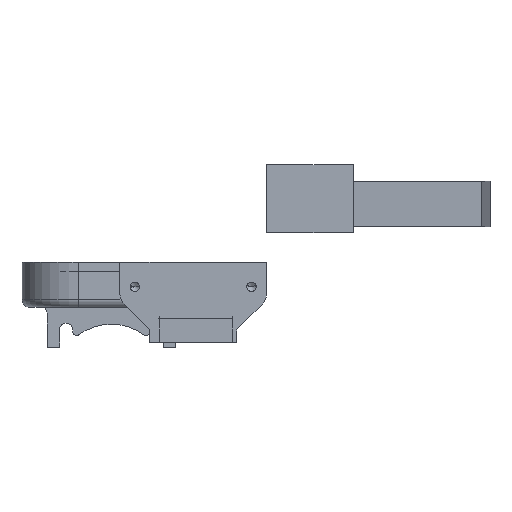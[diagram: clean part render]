
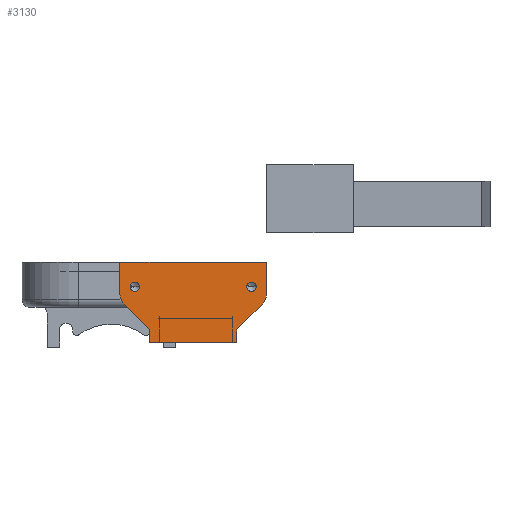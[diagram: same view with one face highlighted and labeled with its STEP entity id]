
A CAD part, left-side view. The second image highlights one B-rep face of the part: STEP entity #3130.
In plain terms, the highlighted planar face has unit normal (-1, 0, 0).
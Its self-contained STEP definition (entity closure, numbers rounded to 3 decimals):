
#36 = AXIS2_PLACEMENT_3D ( 'NONE', #5645, #5663, #6179 ) ;
#83 = CIRCLE ( 'NONE', #5909, 4. ) ;
#103 = CARTESIAN_POINT ( 'NONE',  ( 82.317, -29.29, -8. ) ) ;
#155 = EDGE_CURVE ( 'NONE', #2222, #1600, #1708, .T. ) ;
#225 = CARTESIAN_POINT ( 'NONE',  ( 82.317, -14.478, -35. ) ) ;
#294 = EDGE_CURVE ( 'NONE', #3075, #1480, #619, .T. ) ;
#336 = DIRECTION ( 'NONE',  ( 0., 0., 1. ) ) ;
#344 = DIRECTION ( 'NONE',  ( 0., -1., 0. ) ) ;
#400 = VECTOR ( 'NONE', #4914, 1000. ) ;
#440 = EDGE_CURVE ( 'NONE', #4260, #2222, #3771, .T. ) ;
#562 = EDGE_CURVE ( 'NONE', #6260, #4407, #83, .T. ) ;
#586 = VECTOR ( 'NONE', #3477, 1000. ) ;
#596 = ORIENTED_EDGE ( 'NONE', *, *, #562, .T. ) ;
#619 = CIRCLE ( 'NONE', #36, 1.25 ) ;
#711 = CARTESIAN_POINT ( 'NONE',  ( 82.317, -7.978, 0. ) ) ;
#793 = VERTEX_POINT ( 'NONE', #3497 ) ;
#823 = ORIENTED_EDGE ( 'NONE', *, *, #2202, .T. ) ;
#876 = AXIS2_PLACEMENT_3D ( 'NONE', #5820, #3883, #2361 ) ;
#908 = ORIENTED_EDGE ( 'NONE', *, *, #1265, .T. ) ;
#977 = ORIENTED_EDGE ( 'NONE', *, *, #1100, .F. ) ;
#1033 = VERTEX_POINT ( 'NONE', #103 ) ;
#1100 = EDGE_CURVE ( 'NONE', #793, #4619, #4307, .T. ) ;
#1111 = ORIENTED_EDGE ( 'NONE', *, *, #5317, .F. ) ;
#1200 = CARTESIAN_POINT ( 'NONE',  ( 82.317, -16.321, -4. ) ) ;
#1240 = ORIENTED_EDGE ( 'NONE', *, *, #155, .T. ) ;
#1259 = EDGE_CURVE ( 'NONE', #4330, #1033, #4820, .T. ) ;
#1265 = EDGE_CURVE ( 'NONE', #793, #4260, #3514, .T. ) ;
#1480 = VERTEX_POINT ( 'NONE', #4965 ) ;
#1591 = CARTESIAN_POINT ( 'NONE',  ( 82.317, -16.321, -39. ) ) ;
#1600 = VERTEX_POINT ( 'NONE', #6078 ) ;
#1644 = CARTESIAN_POINT ( 'NONE',  ( 82.317, -14.478, -33.75 ) ) ;
#1675 = DIRECTION ( 'NONE',  ( -1., 0., 0. ) ) ;
#1690 = ORIENTED_EDGE ( 'NONE', *, *, #3470, .F. ) ;
#1694 = AXIS2_PLACEMENT_3D ( 'NONE', #3752, #3339, #336 ) ;
#1708 = LINE ( 'NONE', #2508, #400 ) ;
#1756 = FACE_BOUND ( 'NONE', #5074, .T. ) ;
#1932 = AXIS2_PLACEMENT_3D ( 'NONE', #4029, #4493, #3061 ) ;
#1957 = CARTESIAN_POINT ( 'NONE',  ( 82.317, -7.978, -39. ) ) ;
#1964 = CIRCLE ( 'NONE', #5170, 1.25 ) ;
#2202 = EDGE_CURVE ( 'NONE', #3613, #6260, #2546, .T. ) ;
#2222 = VERTEX_POINT ( 'NONE', #5471 ) ;
#2257 = VERTEX_POINT ( 'NONE', #5495 ) ;
#2265 = CARTESIAN_POINT ( 'NONE',  ( 82.317, -16.321, 0. ) ) ;
#2346 = CARTESIAN_POINT ( 'NONE',  ( 82.317, -19.149, -1.172 ) ) ;
#2361 = DIRECTION ( 'NONE',  ( 0., 0., -1. ) ) ;
#2397 = ORIENTED_EDGE ( 'NONE', *, *, #440, .T. ) ;
#2421 = CIRCLE ( 'NONE', #3009, 1.25 ) ;
#2428 = CARTESIAN_POINT ( 'NONE',  ( 82.317, -26.078, -31. ) ) ;
#2499 = CARTESIAN_POINT ( 'NONE',  ( 82.317, -25.978, -8. ) ) ;
#2508 = CARTESIAN_POINT ( 'NONE',  ( 82.317, -37.528, -19.45 ) ) ;
#2546 = LINE ( 'NONE', #6346, #3625 ) ;
#2640 = ORIENTED_EDGE ( 'NONE', *, *, #1259, .T. ) ;
#2650 = EDGE_CURVE ( 'NONE', #3613, #1033, #6352, .T. ) ;
#2654 = EDGE_LOOP ( 'NONE', ( #3132, #2640, #4555, #823, #596, #5209, #977, #908, #2397, #1240 ) ) ;
#2663 = EDGE_CURVE ( 'NONE', #1600, #4330, #3457, .T. ) ;
#2702 = DIRECTION ( 'NONE',  ( -1., 0., 0. ) ) ;
#2753 = LINE ( 'NONE', #5902, #5443 ) ;
#2865 = DIRECTION ( 'NONE',  ( 0., -1., 0. ) ) ;
#2993 = VECTOR ( 'NONE', #5727, 1000. ) ;
#3009 = AXIS2_PLACEMENT_3D ( 'NONE', #225, #2702, #3680 ) ;
#3061 = DIRECTION ( 'NONE',  ( 0., 0., 1. ) ) ;
#3075 = VERTEX_POINT ( 'NONE', #5141 ) ;
#3130 = ADVANCED_FACE ( 'NONE', ( #3440, #1756, #4980 ), #4239, .F. ) ;
#3132 = ORIENTED_EDGE ( 'NONE', *, *, #2663, .T. ) ;
#3339 = DIRECTION ( 'NONE',  ( 1., 0., 0. ) ) ;
#3358 = EDGE_CURVE ( 'NONE', #4407, #4619, #2753, .T. ) ;
#3369 = VECTOR ( 'NONE', #3892, 1000. ) ;
#3440 = FACE_BOUND ( 'NONE', #5528, .T. ) ;
#3457 = LINE ( 'NONE', #2428, #4757 ) ;
#3470 = EDGE_CURVE ( 'NONE', #3678, #2257, #4527, .T. ) ;
#3477 = DIRECTION ( 'NONE',  ( 0., 0., 1. ) ) ;
#3497 = CARTESIAN_POINT ( 'NONE',  ( 82.317, -7.978, -39. ) ) ;
#3514 = LINE ( 'NONE', #1957, #3369 ) ;
#3613 = VERTEX_POINT ( 'NONE', #2499 ) ;
#3625 = VECTOR ( 'NONE', #5331, 1000. ) ;
#3678 = VERTEX_POINT ( 'NONE', #1644 ) ;
#3680 = DIRECTION ( 'NONE',  ( 0., 0., -1. ) ) ;
#3733 = CARTESIAN_POINT ( 'NONE',  ( 82.317, -26.078, -8. ) ) ;
#3752 = CARTESIAN_POINT ( 'NONE',  ( 82.317, -26.078, -8. ) ) ;
#3771 = CIRCLE ( 'NONE', #1932, 4. ) ;
#3883 = DIRECTION ( 'NONE',  ( -1., 0., 0. ) ) ;
#3892 = DIRECTION ( 'NONE',  ( 0., -1., 0. ) ) ;
#3951 = CARTESIAN_POINT ( 'NONE',  ( 82.317, -29.29, -8. ) ) ;
#4029 = CARTESIAN_POINT ( 'NONE',  ( 82.317, -16.321, -35. ) ) ;
#4142 = DIRECTION ( 'NONE',  ( -1., 0., 0. ) ) ;
#4239 = PLANE ( 'NONE',  #1694 ) ;
#4260 = VERTEX_POINT ( 'NONE', #1591 ) ;
#4307 = LINE ( 'NONE', #5201, #2993 ) ;
#4330 = VERTEX_POINT ( 'NONE', #6299 ) ;
#4407 = VERTEX_POINT ( 'NONE', #2265 ) ;
#4493 = DIRECTION ( 'NONE',  ( -1., 0., 0. ) ) ;
#4527 = CIRCLE ( 'NONE', #876, 1.25 ) ;
#4555 = ORIENTED_EDGE ( 'NONE', *, *, #2650, .F. ) ;
#4619 = VERTEX_POINT ( 'NONE', #711 ) ;
#4641 = DIRECTION ( 'NONE',  ( 0., 0., 1. ) ) ;
#4750 = ORIENTED_EDGE ( 'NONE', *, *, #5637, .F. ) ;
#4757 = VECTOR ( 'NONE', #2865, 1000. ) ;
#4766 = VECTOR ( 'NONE', #344, 1000. ) ;
#4820 = LINE ( 'NONE', #3951, #586 ) ;
#4914 = DIRECTION ( 'NONE',  ( 0., -0.707, 0.707 ) ) ;
#4965 = CARTESIAN_POINT ( 'NONE',  ( 82.317, -14.478, -2.75 ) ) ;
#4980 = FACE_OUTER_BOUND ( 'NONE', #2654, .T. ) ;
#5068 = ORIENTED_EDGE ( 'NONE', *, *, #294, .F. ) ;
#5074 = EDGE_LOOP ( 'NONE', ( #4750, #1690 ) ) ;
#5141 = CARTESIAN_POINT ( 'NONE',  ( 82.317, -14.478, -5.25 ) ) ;
#5170 = AXIS2_PLACEMENT_3D ( 'NONE', #5648, #1675, #6155 ) ;
#5201 = CARTESIAN_POINT ( 'NONE',  ( 82.317, -7.978, -31. ) ) ;
#5209 = ORIENTED_EDGE ( 'NONE', *, *, #3358, .T. ) ;
#5317 = EDGE_CURVE ( 'NONE', #1480, #3075, #1964, .T. ) ;
#5331 = DIRECTION ( 'NONE',  ( 0., 0.707, 0.707 ) ) ;
#5443 = VECTOR ( 'NONE', #5858, 1000. ) ;
#5471 = CARTESIAN_POINT ( 'NONE',  ( 82.317, -19.149, -37.828 ) ) ;
#5495 = CARTESIAN_POINT ( 'NONE',  ( 82.317, -14.478, -36.25 ) ) ;
#5528 = EDGE_LOOP ( 'NONE', ( #5068, #1111 ) ) ;
#5637 = EDGE_CURVE ( 'NONE', #2257, #3678, #2421, .T. ) ;
#5645 = CARTESIAN_POINT ( 'NONE',  ( 82.317, -14.478, -4. ) ) ;
#5648 = CARTESIAN_POINT ( 'NONE',  ( 82.317, -14.478, -4. ) ) ;
#5663 = DIRECTION ( 'NONE',  ( -1., 0., 0. ) ) ;
#5727 = DIRECTION ( 'NONE',  ( 0., 0., 1. ) ) ;
#5820 = CARTESIAN_POINT ( 'NONE',  ( 82.317, -14.478, -35. ) ) ;
#5858 = DIRECTION ( 'NONE',  ( 0., 1., 0. ) ) ;
#5902 = CARTESIAN_POINT ( 'NONE',  ( 82.317, -7.978, 0. ) ) ;
#5909 = AXIS2_PLACEMENT_3D ( 'NONE', #1200, #4142, #4641 ) ;
#6078 = CARTESIAN_POINT ( 'NONE',  ( 82.317, -25.978, -31. ) ) ;
#6155 = DIRECTION ( 'NONE',  ( 0., 0., -1. ) ) ;
#6179 = DIRECTION ( 'NONE',  ( 0., 0., -1. ) ) ;
#6260 = VERTEX_POINT ( 'NONE', #2346 ) ;
#6299 = CARTESIAN_POINT ( 'NONE',  ( 82.317, -29.29, -31. ) ) ;
#6346 = CARTESIAN_POINT ( 'NONE',  ( 82.317, -26.028, -8.05 ) ) ;
#6352 = LINE ( 'NONE', #3733, #4766 ) ;
